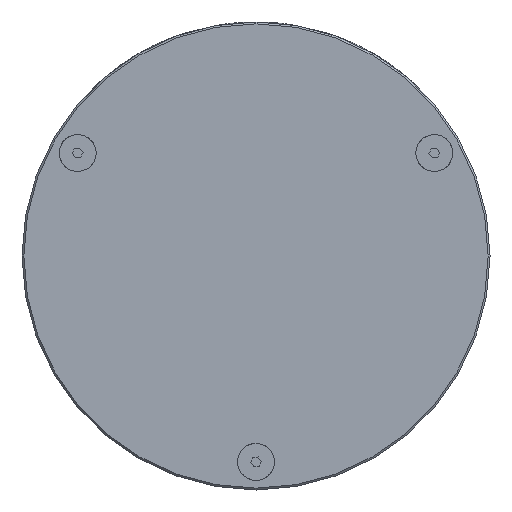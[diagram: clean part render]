
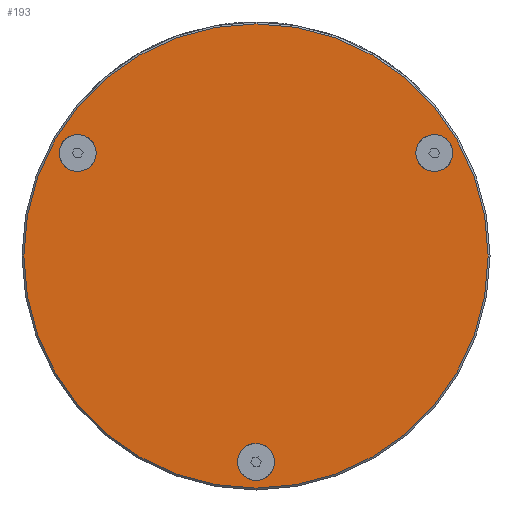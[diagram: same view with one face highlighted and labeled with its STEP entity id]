
A CAD part, front view. The second image highlights one B-rep face of the part: STEP entity #193.
In plain terms, the highlighted planar face has unit normal (0, -1, 0).
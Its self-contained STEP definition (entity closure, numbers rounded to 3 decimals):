
#4 = CIRCLE ( 'NONE', #3017, 31.496 ) ;
#54 = FACE_BOUND ( 'NONE', #2752, .T. ) ;
#76 = ORIENTED_EDGE ( 'NONE', *, *, #3415, .F. ) ;
#139 = DIRECTION ( 'NONE',  ( 0., 0., 1. ) ) ;
#193 = ADVANCED_FACE ( 'NONE', ( #3032, #54, #1712, #987 ), #2525, .T. ) ;
#271 = CARTESIAN_POINT ( 'NONE',  ( -2.289, -13.307, -28.822 ) ) ;
#372 = CARTESIAN_POINT ( 'NONE',  ( -26.485, -13.307, 15.59 ) ) ;
#374 = DIRECTION ( 'NONE',  ( 0., -1., 0. ) ) ;
#437 = CIRCLE ( 'NONE', #522, 2.502 ) ;
#445 = AXIS2_PLACEMENT_3D ( 'NONE', #853, #374, #3070 ) ;
#474 = DIRECTION ( 'NONE',  ( 0., 0., 1. ) ) ;
#493 = ORIENTED_EDGE ( 'NONE', *, *, #982, .F. ) ;
#522 = AXIS2_PLACEMENT_3D ( 'NONE', #1813, #737, #3183 ) ;
#581 = DIRECTION ( 'NONE',  ( 0., 0., 1. ) ) ;
#601 = AXIS2_PLACEMENT_3D ( 'NONE', #271, #2979, #838 ) ;
#629 = VERTEX_POINT ( 'NONE', #1141 ) ;
#704 = DIRECTION ( 'NONE',  ( 0., -1., 0. ) ) ;
#737 = DIRECTION ( 'NONE',  ( 0., -1., 0. ) ) ;
#777 = ORIENTED_EDGE ( 'NONE', *, *, #1536, .T. ) ;
#838 = DIRECTION ( 'NONE',  ( 0., 0., 1. ) ) ;
#853 = CARTESIAN_POINT ( 'NONE',  ( -26.485, -13.307, 13.088 ) ) ;
#862 = ORIENTED_EDGE ( 'NONE', *, *, #2944, .F. ) ;
#894 = EDGE_CURVE ( 'NONE', #1507, #3136, #4, .T. ) ;
#903 = AXIS2_PLACEMENT_3D ( 'NONE', #2846, #1206, #139 ) ;
#982 = EDGE_CURVE ( 'NONE', #2945, #1649, #1405, .T. ) ;
#987 = FACE_BOUND ( 'NONE', #2630, .T. ) ;
#988 = CIRCLE ( 'NONE', #2308, 2.502 ) ;
#1015 = CARTESIAN_POINT ( 'NONE',  ( -2.289, -13.307, -0.882 ) ) ;
#1089 = DIRECTION ( 'NONE',  ( 0., -1., 0. ) ) ;
#1090 = ORIENTED_EDGE ( 'NONE', *, *, #3122, .F. ) ;
#1121 = CIRCLE ( 'NONE', #601, 2.502 ) ;
#1141 = CARTESIAN_POINT ( 'NONE',  ( -2.289, -13.307, -31.324 ) ) ;
#1204 = VERTEX_POINT ( 'NONE', #3464 ) ;
#1206 = DIRECTION ( 'NONE',  ( 0., -1., 0. ) ) ;
#1379 = CARTESIAN_POINT ( 'NONE',  ( -2.289, -13.307, -28.822 ) ) ;
#1405 = CIRCLE ( 'NONE', #445, 2.502 ) ;
#1426 = ORIENTED_EDGE ( 'NONE', *, *, #1514, .F. ) ;
#1507 = VERTEX_POINT ( 'NONE', #1743 ) ;
#1513 = VERTEX_POINT ( 'NONE', #3393 ) ;
#1514 = EDGE_CURVE ( 'NONE', #1204, #1513, #2596, .T. ) ;
#1536 = EDGE_CURVE ( 'NONE', #3136, #1507, #2214, .T. ) ;
#1542 = CARTESIAN_POINT ( 'NONE',  ( -2.289, -13.307, -26.32 ) ) ;
#1646 = VERTEX_POINT ( 'NONE', #1542 ) ;
#1649 = VERTEX_POINT ( 'NONE', #3406 ) ;
#1712 = FACE_BOUND ( 'NONE', #3383, .T. ) ;
#1743 = CARTESIAN_POINT ( 'NONE',  ( -2.289, -13.307, 30.614 ) ) ;
#1813 = CARTESIAN_POINT ( 'NONE',  ( 21.908, -13.307, 13.088 ) ) ;
#1859 = EDGE_LOOP ( 'NONE', ( #777, #2457 ) ) ;
#1939 = CARTESIAN_POINT ( 'NONE',  ( -2.289, -13.307, -0.882 ) ) ;
#2010 = DIRECTION ( 'NONE',  ( 0., -1., 0. ) ) ;
#2059 = CARTESIAN_POINT ( 'NONE',  ( -2.289, -13.307, -0.882 ) ) ;
#2117 = DIRECTION ( 'NONE',  ( 0., -1., 0. ) ) ;
#2214 = CIRCLE ( 'NONE', #2321, 31.496 ) ;
#2299 = DIRECTION ( 'NONE',  ( 0., 0., 1. ) ) ;
#2300 = DIRECTION ( 'NONE',  ( 0., 0., 1. ) ) ;
#2308 = AXIS2_PLACEMENT_3D ( 'NONE', #1379, #1089, #3277 ) ;
#2321 = AXIS2_PLACEMENT_3D ( 'NONE', #2059, #704, #2299 ) ;
#2390 = AXIS2_PLACEMENT_3D ( 'NONE', #1939, #3279, #581 ) ;
#2450 = CIRCLE ( 'NONE', #2574, 2.502 ) ;
#2457 = ORIENTED_EDGE ( 'NONE', *, *, #894, .T. ) ;
#2525 = PLANE ( 'NONE',  #2390 ) ;
#2574 = AXIS2_PLACEMENT_3D ( 'NONE', #3092, #2010, #2300 ) ;
#2596 = CIRCLE ( 'NONE', #903, 2.502 ) ;
#2626 = ORIENTED_EDGE ( 'NONE', *, *, #3244, .F. ) ;
#2630 = EDGE_LOOP ( 'NONE', ( #76, #2626 ) ) ;
#2752 = EDGE_LOOP ( 'NONE', ( #1090, #1426 ) ) ;
#2846 = CARTESIAN_POINT ( 'NONE',  ( 21.908, -13.307, 13.088 ) ) ;
#2944 = EDGE_CURVE ( 'NONE', #1649, #2945, #2450, .T. ) ;
#2945 = VERTEX_POINT ( 'NONE', #372 ) ;
#2979 = DIRECTION ( 'NONE',  ( 0., -1., 0. ) ) ;
#3017 = AXIS2_PLACEMENT_3D ( 'NONE', #1015, #2117, #474 ) ;
#3032 = FACE_OUTER_BOUND ( 'NONE', #1859, .T. ) ;
#3070 = DIRECTION ( 'NONE',  ( 0., 0., 1. ) ) ;
#3092 = CARTESIAN_POINT ( 'NONE',  ( -26.485, -13.307, 13.088 ) ) ;
#3122 = EDGE_CURVE ( 'NONE', #1513, #1204, #437, .T. ) ;
#3136 = VERTEX_POINT ( 'NONE', #3438 ) ;
#3183 = DIRECTION ( 'NONE',  ( 0., 0., 1. ) ) ;
#3244 = EDGE_CURVE ( 'NONE', #629, #1646, #1121, .T. ) ;
#3277 = DIRECTION ( 'NONE',  ( 0., 0., 1. ) ) ;
#3279 = DIRECTION ( 'NONE',  ( 0., -1., 0. ) ) ;
#3383 = EDGE_LOOP ( 'NONE', ( #493, #862 ) ) ;
#3393 = CARTESIAN_POINT ( 'NONE',  ( 21.908, -13.307, 15.59 ) ) ;
#3406 = CARTESIAN_POINT ( 'NONE',  ( -26.485, -13.307, 10.586 ) ) ;
#3415 = EDGE_CURVE ( 'NONE', #1646, #629, #988, .T. ) ;
#3438 = CARTESIAN_POINT ( 'NONE',  ( -2.289, -13.307, -32.378 ) ) ;
#3464 = CARTESIAN_POINT ( 'NONE',  ( 21.908, -13.307, 10.586 ) ) ;
